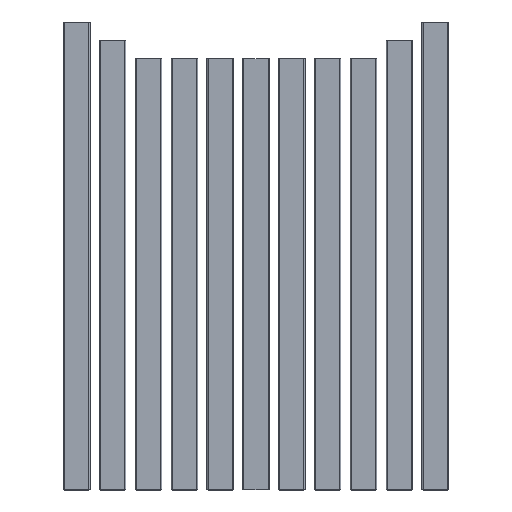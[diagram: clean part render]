
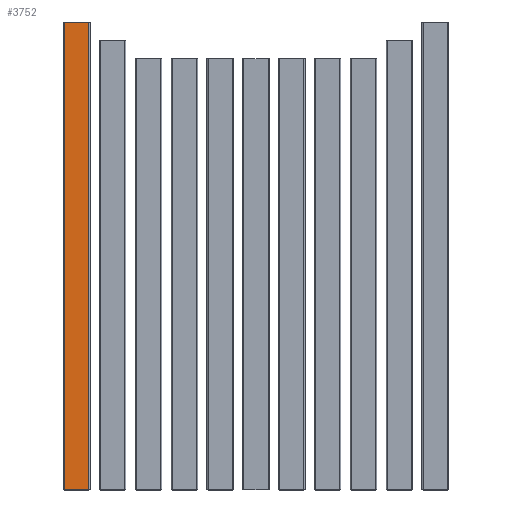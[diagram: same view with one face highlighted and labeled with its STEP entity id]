
A CAD part, top view. The second image highlights one B-rep face of the part: STEP entity #3752.
In plain terms, the highlighted planar face has unit normal (0, 0, 1).
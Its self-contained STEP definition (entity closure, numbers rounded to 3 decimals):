
#109 = EDGE_CURVE ( 'NONE', #933, #464, #2682, .T. ) ;
#251 = CARTESIAN_POINT ( 'NONE',  ( -469.5, -635., 8. ) ) ;
#346 = DIRECTION ( 'NONE',  ( 1., 0., 0. ) ) ;
#433 = LINE ( 'NONE', #847, #5447 ) ;
#464 = VERTEX_POINT ( 'NONE', #1651 ) ;
#540 = EDGE_LOOP ( 'NONE', ( #3119, #1391, #2617, #4533 ) ) ;
#626 = CARTESIAN_POINT ( 'NONE',  ( -410.5, 515., 8. ) ) ;
#646 = DIRECTION ( 'NONE',  ( 1., 0., 0. ) ) ;
#826 = DIRECTION ( 'NONE',  ( 0., 0., 1. ) ) ;
#847 = CARTESIAN_POINT ( 'NONE',  ( -410.5, -635., 8. ) ) ;
#933 = VERTEX_POINT ( 'NONE', #4812 ) ;
#1391 = ORIENTED_EDGE ( 'NONE', *, *, #109, .F. ) ;
#1651 = CARTESIAN_POINT ( 'NONE',  ( -469.5, 515., 8. ) ) ;
#1728 = PLANE ( 'NONE',  #3643 ) ;
#2236 = FACE_OUTER_BOUND ( 'NONE', #540, .T. ) ;
#2408 = VECTOR ( 'NONE', #646, 1000. ) ;
#2617 = ORIENTED_EDGE ( 'NONE', *, *, #3257, .T. ) ;
#2682 = LINE ( 'NONE', #251, #3336 ) ;
#2827 = DIRECTION ( 'NONE',  ( 1., 0., 0. ) ) ;
#3105 = LINE ( 'NONE', #5017, #2408 ) ;
#3119 = ORIENTED_EDGE ( 'NONE', *, *, #4810, .F. ) ;
#3193 = CARTESIAN_POINT ( 'NONE',  ( -469.5, -635., 8. ) ) ;
#3257 = EDGE_CURVE ( 'NONE', #933, #4636, #4796, .T. ) ;
#3336 = VECTOR ( 'NONE', #6085, 1000. ) ;
#3607 = VERTEX_POINT ( 'NONE', #626 ) ;
#3643 = AXIS2_PLACEMENT_3D ( 'NONE', #4174, #826, #346 ) ;
#3752 = ADVANCED_FACE ( 'NONE', ( #2236 ), #1728, .T. ) ;
#3951 = VECTOR ( 'NONE', #2827, 1000. ) ;
#4174 = CARTESIAN_POINT ( 'NONE',  ( -469.5, -635., 8. ) ) ;
#4297 = CARTESIAN_POINT ( 'NONE',  ( -410.5, -635., 8. ) ) ;
#4533 = ORIENTED_EDGE ( 'NONE', *, *, #4985, .T. ) ;
#4636 = VERTEX_POINT ( 'NONE', #4297 ) ;
#4796 = LINE ( 'NONE', #3193, #3951 ) ;
#4810 = EDGE_CURVE ( 'NONE', #464, #3607, #3105, .T. ) ;
#4812 = CARTESIAN_POINT ( 'NONE',  ( -469.5, -635., 8. ) ) ;
#4985 = EDGE_CURVE ( 'NONE', #4636, #3607, #433, .T. ) ;
#5017 = CARTESIAN_POINT ( 'NONE',  ( -469.5, 515., 8. ) ) ;
#5253 = DIRECTION ( 'NONE',  ( 0., 1., 0. ) ) ;
#5447 = VECTOR ( 'NONE', #5253, 1000. ) ;
#6085 = DIRECTION ( 'NONE',  ( 0., 1., 0. ) ) ;
